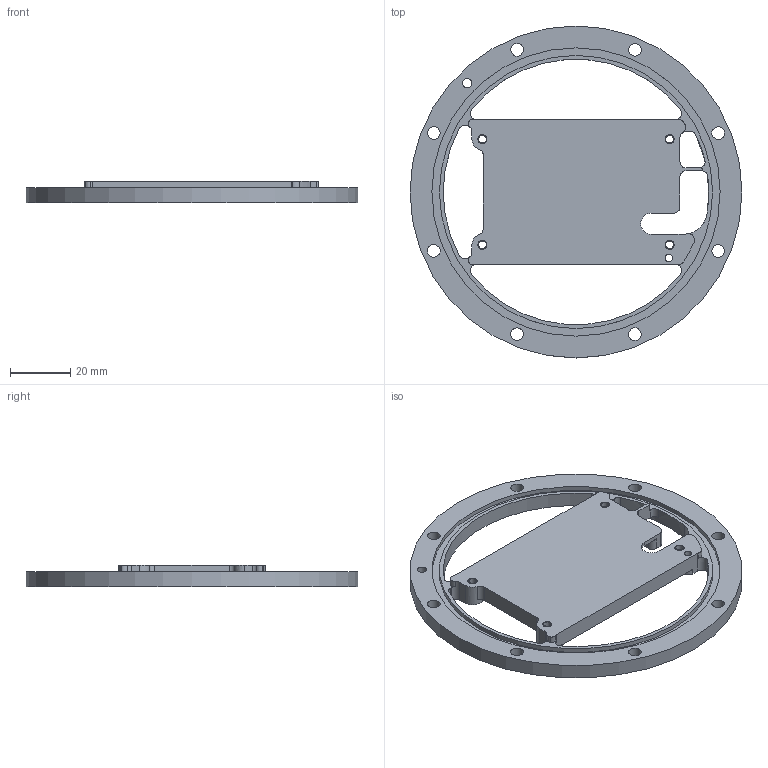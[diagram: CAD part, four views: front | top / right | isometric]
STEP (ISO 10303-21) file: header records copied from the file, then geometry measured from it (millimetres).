
FILE_DESCRIPTION(/* description */ (''),/* implementation_level */ '2;1');
FILE_NAME(/* name */ 'ACWA-0105_JOINT_CARTER.step',/* time_stamp */ '2024-04-08T16:33:40+02:00',/* author */ (''),/* organization */ (''),/* preprocessor_version */ 'ST-DEVELOPER v20',/* originating_system */ 'Autodesk Translation Framework v12.20.1.177',/* authorisation */ '');
FILE_SCHEMA (('AUTOMOTIVE_DESIGN { 1 0 10303 214 3 1 1 }'));
Length unit declared in the file: millimetre
Products named in the file (1): ACWA-0105
Bounding box: 110 x 110 x 7.2 mm (x, y, z)
Volume: 20915.9 mm3; surface area: 21727.8 mm2
Topology: 1 solids, 5 shells, 181 faces, 530 edges, 354 vertices
Faces by surface type: cylinder 137, plane 38, cone 6
Full cylindrical faces by diameter (mm): 2.5 x1, 2.529 x4, 3 x5, 4.2 x8, 90.5 x1, 95.5 x1, 110 x1
Entity records: 6303 total; most frequent: DIRECTION 1191, CARTESIAN_POINT 1069, ORIENTED_EDGE 1052, EDGE_CURVE 530, AXIS2_PLACEMENT_3D 480, VERTEX_POINT 354, CIRCLE 298, LINE 231
